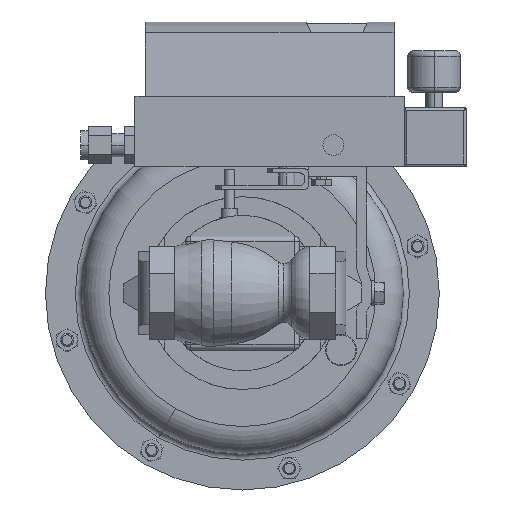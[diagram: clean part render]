
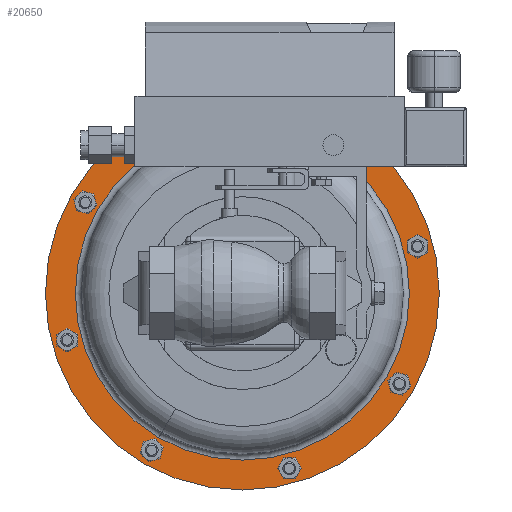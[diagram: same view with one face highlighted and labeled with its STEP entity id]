
A CAD part, front view. The second image highlights one B-rep face of the part: STEP entity #20650.
In plain terms, the highlighted planar face has unit normal (0, -1, 0).
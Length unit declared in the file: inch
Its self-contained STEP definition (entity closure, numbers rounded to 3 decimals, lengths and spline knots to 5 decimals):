
#1438 = CIRCLE ( 'NONE', #13639, 4.029 ) ;
#2426 = CARTESIAN_POINT ( 'NONE',  ( 0., 8.835, 0. ) ) ;
#2886 = AXIS2_PLACEMENT_3D ( 'NONE', #2426, #15561, #4311 ) ;
#3793 = PLANE ( 'NONE',  #16023 ) ;
#4311 = DIRECTION ( 'NONE',  ( 0.5, 0., 0.866 ) ) ;
#4477 = EDGE_CURVE ( 'NONE', #8072, #9535, #1438, .T. ) ;
#4950 = CARTESIAN_POINT ( 'NONE',  ( 0., 8.835, 0. ) ) ;
#6471 = CARTESIAN_POINT ( 'NONE',  ( -2.375, 8.835, -4.11362 ) ) ;
#6583 = EDGE_LOOP ( 'NONE', ( #22298, #15386 ) ) ;
#6747 = CIRCLE ( 'NONE', #10790, 4.75 ) ;
#6871 = DIRECTION ( 'NONE',  ( 0.5, 0., 0.866 ) ) ;
#7371 = EDGE_CURVE ( 'NONE', #14825, #20353, #17716, .T. ) ;
#8072 = VERTEX_POINT ( 'NONE', #23734 ) ;
#9100 = FACE_OUTER_BOUND ( 'NONE', #6583, .T. ) ;
#9158 = CARTESIAN_POINT ( 'NONE',  ( 0., 8.835, 0. ) ) ;
#9535 = VERTEX_POINT ( 'NONE', #10833 ) ;
#9676 = FACE_BOUND ( 'NONE', #23621, .T. ) ;
#9787 = CARTESIAN_POINT ( 'NONE',  ( 0., 8.835, 0. ) ) ;
#9967 = ORIENTED_EDGE ( 'NONE', *, *, #19283, .T. ) ;
#9990 = EDGE_CURVE ( 'NONE', #20353, #14825, #6747, .T. ) ;
#10790 = AXIS2_PLACEMENT_3D ( 'NONE', #4950, #18105, #6871 ) ;
#10833 = CARTESIAN_POINT ( 'NONE',  ( -2.0145, 8.835, -3.48922 ) ) ;
#11046 = DIRECTION ( 'NONE',  ( 0.5, 0., 0.866 ) ) ;
#11370 = DIRECTION ( 'NONE',  ( -0.5, 0., -0.866 ) ) ;
#11528 = CARTESIAN_POINT ( 'NONE',  ( 2.375, 8.835, 4.11362 ) ) ;
#11680 = DIRECTION ( 'NONE',  ( 0.5, 0., 0.866 ) ) ;
#11748 = CIRCLE ( 'NONE', #2886, 4.029 ) ;
#13639 = AXIS2_PLACEMENT_3D ( 'NONE', #9787, #22864, #11680 ) ;
#14825 = VERTEX_POINT ( 'NONE', #11528 ) ;
#15386 = ORIENTED_EDGE ( 'NONE', *, *, #9990, .F. ) ;
#15561 = DIRECTION ( 'NONE',  ( 0., 1., 0. ) ) ;
#16023 = AXIS2_PLACEMENT_3D ( 'NONE', #18836, #22563, #11370 ) ;
#17716 = CIRCLE ( 'NONE', #19660, 4.75 ) ;
#18105 = DIRECTION ( 'NONE',  ( 0., 1., 0. ) ) ;
#18836 = CARTESIAN_POINT ( 'NONE',  ( 4.11362, 8.835, -2.375 ) ) ;
#18850 = ORIENTED_EDGE ( 'NONE', *, *, #4477, .T. ) ;
#19283 = EDGE_CURVE ( 'NONE', #9535, #8072, #11748, .T. ) ;
#19660 = AXIS2_PLACEMENT_3D ( 'NONE', #9158, #22244, #11046 ) ;
#20353 = VERTEX_POINT ( 'NONE', #6471 ) ;
#20650 = ADVANCED_FACE ( 'NONE', ( #9676, #9100 ), #3793, .T. ) ;
#22244 = DIRECTION ( 'NONE',  ( 0., 1., 0. ) ) ;
#22298 = ORIENTED_EDGE ( 'NONE', *, *, #7371, .F. ) ;
#22563 = DIRECTION ( 'NONE',  ( 0., -1., 0. ) ) ;
#22864 = DIRECTION ( 'NONE',  ( 0., 1., 0. ) ) ;
#23621 = EDGE_LOOP ( 'NONE', ( #18850, #9967 ) ) ;
#23734 = CARTESIAN_POINT ( 'NONE',  ( 2.0145, 8.835, 3.48922 ) ) ;
